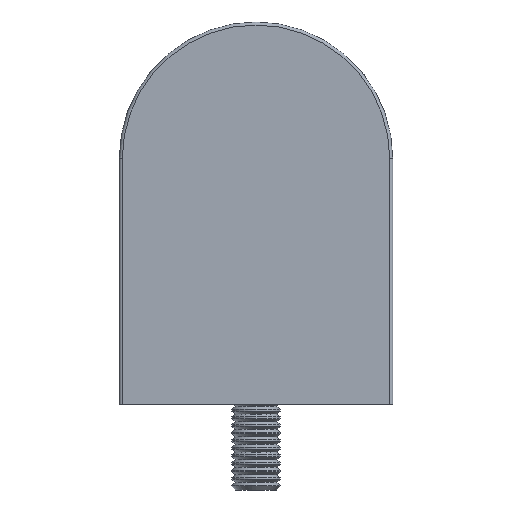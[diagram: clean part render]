
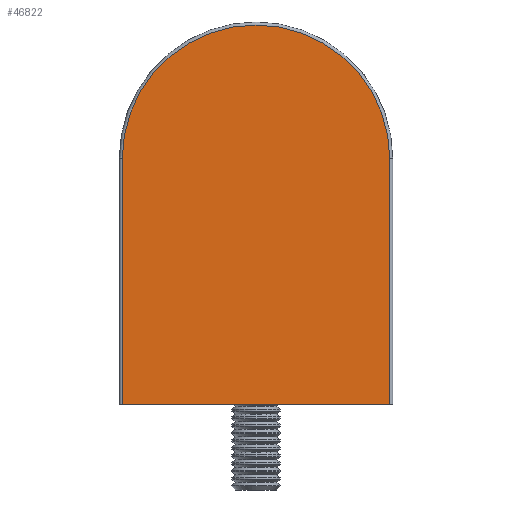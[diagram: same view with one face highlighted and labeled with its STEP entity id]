
A CAD part, left-side view. The second image highlights one B-rep face of the part: STEP entity #46822.
In plain terms, the highlighted planar face has unit normal (-1, 0, 0).
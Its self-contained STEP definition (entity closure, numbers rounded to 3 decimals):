
#4484 = EDGE_LOOP ( 'NONE', ( #29547, #69701, #87255, #85461 ) ) ;
#9934 = DIRECTION ( 'NONE',  ( 1., 0., 0. ) ) ;
#10134 = AXIS2_PLACEMENT_3D ( 'NONE', #60555, #66970, #11356 ) ;
#11356 = DIRECTION ( 'NONE',  ( 0., 0., -1. ) ) ;
#12766 = VECTOR ( 'NONE', #25591, 1000. ) ;
#14764 = VERTEX_POINT ( 'NONE', #47428 ) ;
#16786 = AXIS2_PLACEMENT_3D ( 'NONE', #23292, #9934, #66404 ) ;
#17907 = VERTEX_POINT ( 'NONE', #87518 ) ;
#17962 = EDGE_CURVE ( 'NONE', #23684, #14764, #19444, .T. ) ;
#18920 = LINE ( 'NONE', #20673, #63146 ) ;
#19444 = LINE ( 'NONE', #37950, #12766 ) ;
#20673 = CARTESIAN_POINT ( 'NONE',  ( 0., -22., 40.5 ) ) ;
#23292 = CARTESIAN_POINT ( 'NONE',  ( 0., 0., 40.5 ) ) ;
#23684 = VERTEX_POINT ( 'NONE', #73019 ) ;
#25122 = CIRCLE ( 'NONE', #10134, 22. ) ;
#25591 = DIRECTION ( 'NONE',  ( 0., 0., -1. ) ) ;
#29547 = ORIENTED_EDGE ( 'NONE', *, *, #59100, .F. ) ;
#30060 = PLANE ( 'NONE',  #16786 ) ;
#36463 = DIRECTION ( 'NONE',  ( 0., 1., 0. ) ) ;
#37906 = VECTOR ( 'NONE', #36463, 1000. ) ;
#37950 = CARTESIAN_POINT ( 'NONE',  ( 0., 22., 40.5 ) ) ;
#43332 = CARTESIAN_POINT ( 'NONE',  ( 0., -22., 40.5 ) ) ;
#44144 = EDGE_CURVE ( 'NONE', #73700, #23684, #25122, .T. ) ;
#46822 = ADVANCED_FACE ( 'NONE', ( #63439 ), #30060, .F. ) ;
#47428 = CARTESIAN_POINT ( 'NONE',  ( 0., 22., 0. ) ) ;
#58905 = LINE ( 'NONE', #84218, #37906 ) ;
#59100 = EDGE_CURVE ( 'NONE', #17907, #14764, #58905, .T. ) ;
#60555 = CARTESIAN_POINT ( 'NONE',  ( 0., 0., 40.5 ) ) ;
#63146 = VECTOR ( 'NONE', #82909, 1000. ) ;
#63439 = FACE_OUTER_BOUND ( 'NONE', #4484, .T. ) ;
#66404 = DIRECTION ( 'NONE',  ( 0., 0., -1. ) ) ;
#66970 = DIRECTION ( 'NONE',  ( -1., 0., 0. ) ) ;
#69701 = ORIENTED_EDGE ( 'NONE', *, *, #73119, .T. ) ;
#73019 = CARTESIAN_POINT ( 'NONE',  ( 0., 22., 40.5 ) ) ;
#73119 = EDGE_CURVE ( 'NONE', #17907, #73700, #18920, .T. ) ;
#73700 = VERTEX_POINT ( 'NONE', #43332 ) ;
#82909 = DIRECTION ( 'NONE',  ( 0., 0., 1. ) ) ;
#84218 = CARTESIAN_POINT ( 'NONE',  ( 0., -22.5, 0. ) ) ;
#85461 = ORIENTED_EDGE ( 'NONE', *, *, #17962, .T. ) ;
#87255 = ORIENTED_EDGE ( 'NONE', *, *, #44144, .T. ) ;
#87518 = CARTESIAN_POINT ( 'NONE',  ( 0., -22., 0. ) ) ;
